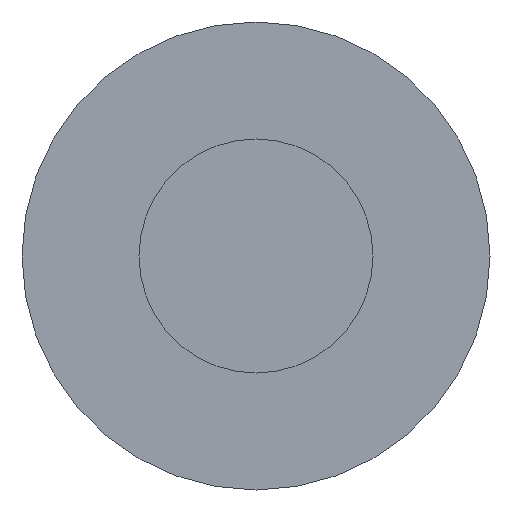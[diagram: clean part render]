
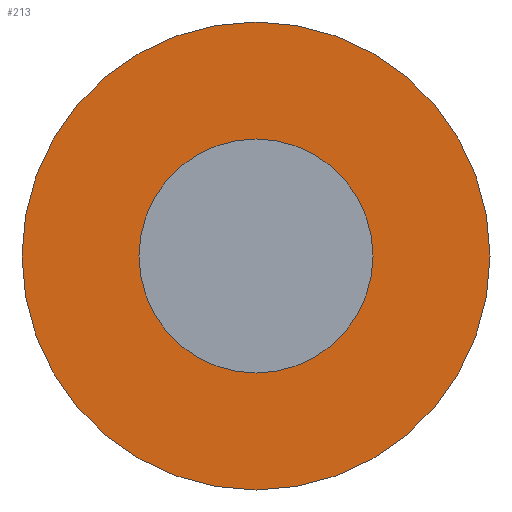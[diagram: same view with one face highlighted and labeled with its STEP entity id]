
A CAD part, front view. The second image highlights one B-rep face of the part: STEP entity #213.
In plain terms, the highlighted planar face has unit normal (0, -1, 0).
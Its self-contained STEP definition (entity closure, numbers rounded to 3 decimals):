
#1 = VERTEX_POINT ( 'NONE', #201 ) ;
#3 = CARTESIAN_POINT ( 'NONE',  ( 0., 8., -5. ) ) ;
#7 = DIRECTION ( 'NONE',  ( 0., 0., -1. ) ) ;
#15 = ORIENTED_EDGE ( 'NONE', *, *, #82, .F. ) ;
#17 = CIRCLE ( 'NONE', #61, 5. ) ;
#18 = ORIENTED_EDGE ( 'NONE', *, *, #118, .F. ) ;
#21 = CARTESIAN_POINT ( 'NONE',  ( 0., 8., 5. ) ) ;
#24 = CARTESIAN_POINT ( 'NONE',  ( 0., 8., 0. ) ) ;
#33 = FACE_BOUND ( 'NONE', #215, .T. ) ;
#37 = DIRECTION ( 'NONE',  ( 0., -1., 0. ) ) ;
#38 = DIRECTION ( 'NONE',  ( 0., 0., -1. ) ) ;
#40 = CIRCLE ( 'NONE', #162, 5. ) ;
#45 = CIRCLE ( 'NONE', #135, 2.5 ) ;
#46 = ORIENTED_EDGE ( 'NONE', *, *, #155, .T. ) ;
#58 = DIRECTION ( 'NONE',  ( 0., 0., -1. ) ) ;
#61 = AXIS2_PLACEMENT_3D ( 'NONE', #161, #121, #7 ) ;
#65 = AXIS2_PLACEMENT_3D ( 'NONE', #159, #176, #83 ) ;
#66 = EDGE_LOOP ( 'NONE', ( #91, #46 ) ) ;
#68 = CARTESIAN_POINT ( 'NONE',  ( 0., 8., 2.5 ) ) ;
#72 = PLANE ( 'NONE',  #186 ) ;
#82 = EDGE_CURVE ( 'NONE', #1, #183, #45, .T. ) ;
#83 = DIRECTION ( 'NONE',  ( 0., 0., -1. ) ) ;
#91 = ORIENTED_EDGE ( 'NONE', *, *, #189, .T. ) ;
#100 = CARTESIAN_POINT ( 'NONE',  ( 2.5, 8., 0. ) ) ;
#101 = CARTESIAN_POINT ( 'NONE',  ( 0., 8., 0. ) ) ;
#118 = EDGE_CURVE ( 'NONE', #183, #1, #205, .T. ) ;
#121 = DIRECTION ( 'NONE',  ( 0., -1., 0. ) ) ;
#122 = DIRECTION ( 'NONE',  ( 0., 0., -1. ) ) ;
#123 = FACE_OUTER_BOUND ( 'NONE', #66, .T. ) ;
#125 = VERTEX_POINT ( 'NONE', #3 ) ;
#135 = AXIS2_PLACEMENT_3D ( 'NONE', #101, #177, #122 ) ;
#155 = EDGE_CURVE ( 'NONE', #170, #125, #40, .T. ) ;
#156 = DIRECTION ( 'NONE',  ( 0., -1., 0. ) ) ;
#159 = CARTESIAN_POINT ( 'NONE',  ( 0., 8., 0. ) ) ;
#161 = CARTESIAN_POINT ( 'NONE',  ( 0., 8., 0. ) ) ;
#162 = AXIS2_PLACEMENT_3D ( 'NONE', #24, #37, #58 ) ;
#170 = VERTEX_POINT ( 'NONE', #21 ) ;
#176 = DIRECTION ( 'NONE',  ( 0., -1., 0. ) ) ;
#177 = DIRECTION ( 'NONE',  ( 0., -1., 0. ) ) ;
#183 = VERTEX_POINT ( 'NONE', #68 ) ;
#186 = AXIS2_PLACEMENT_3D ( 'NONE', #100, #156, #38 ) ;
#189 = EDGE_CURVE ( 'NONE', #125, #170, #17, .T. ) ;
#201 = CARTESIAN_POINT ( 'NONE',  ( 0., 8., -2.5 ) ) ;
#205 = CIRCLE ( 'NONE', #65, 2.5 ) ;
#213 = ADVANCED_FACE ( 'NONE', ( #123, #33 ), #72, .T. ) ;
#215 = EDGE_LOOP ( 'NONE', ( #15, #18 ) ) ;
